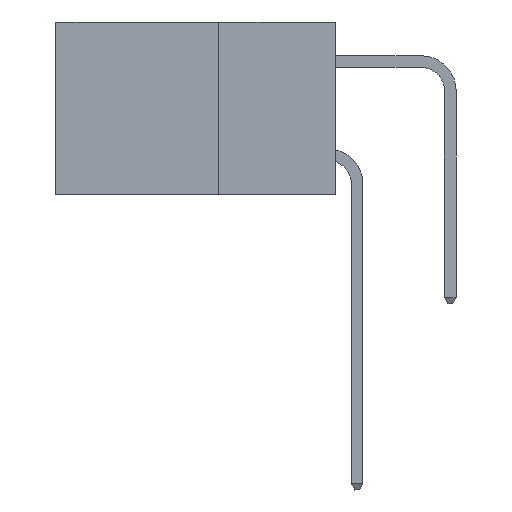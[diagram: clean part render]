
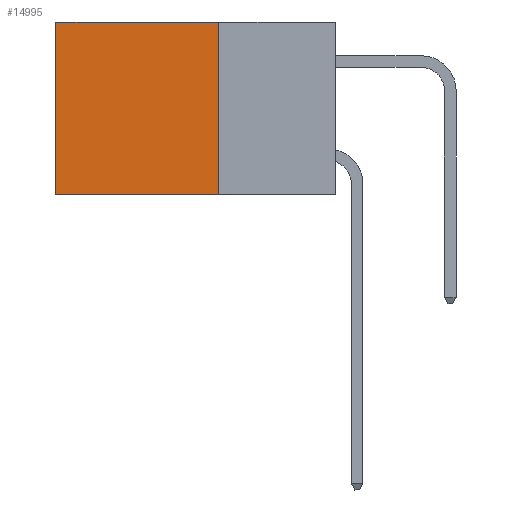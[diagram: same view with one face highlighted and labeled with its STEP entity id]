
A CAD part, left-side view. The second image highlights one B-rep face of the part: STEP entity #14995.
In plain terms, the highlighted planar face has unit normal (-1, 0, 0).
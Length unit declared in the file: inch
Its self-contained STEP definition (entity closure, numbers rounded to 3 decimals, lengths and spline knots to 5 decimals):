
#33 = VECTOR ( 'NONE', #17259, 39.37008 ) ;
#845 = DIRECTION ( 'NONE',  ( 0., 0., -1. ) ) ;
#1148 = CARTESIAN_POINT ( 'NONE',  ( 0.2875, 0.25, 0. ) ) ;
#1647 = CARTESIAN_POINT ( 'NONE',  ( 0.2875, 0.25, 0. ) ) ;
#2015 = CARTESIAN_POINT ( 'NONE',  ( 0.2875, 0.25, -0.37 ) ) ;
#3351 = CARTESIAN_POINT ( 'NONE',  ( 0.2875, 0.6, -0.37 ) ) ;
#4969 = LINE ( 'NONE', #17029, #13651 ) ;
#5233 = DIRECTION ( 'NONE',  ( 0., 1., 0. ) ) ;
#5784 = DIRECTION ( 'NONE',  ( 0., 0., -1. ) ) ;
#5927 = EDGE_CURVE ( 'NONE', #11194, #10675, #17390, .T. ) ;
#7248 = DIRECTION ( 'NONE',  ( 0., 0., -1. ) ) ;
#7662 = CARTESIAN_POINT ( 'NONE',  ( 0.2875, 0.25, 0. ) ) ;
#7822 = VECTOR ( 'NONE', #5233, 39.37008 ) ;
#8322 = DIRECTION ( 'NONE',  ( 1., 0., 0. ) ) ;
#8372 = LINE ( 'NONE', #8501, #15979 ) ;
#8496 = PLANE ( 'NONE',  #13455 ) ;
#8501 = CARTESIAN_POINT ( 'NONE',  ( 0.2875, 0.6, 0. ) ) ;
#8875 = CARTESIAN_POINT ( 'NONE',  ( 0.2875, 0.6, 0. ) ) ;
#9184 = LINE ( 'NONE', #2015, #33 ) ;
#9211 = ORIENTED_EDGE ( 'NONE', *, *, #12799, .F. ) ;
#9689 = ORIENTED_EDGE ( 'NONE', *, *, #16127, .T. ) ;
#10097 = FACE_OUTER_BOUND ( 'NONE', #16664, .T. ) ;
#10675 = VERTEX_POINT ( 'NONE', #8875 ) ;
#11194 = VERTEX_POINT ( 'NONE', #7662 ) ;
#11271 = ORIENTED_EDGE ( 'NONE', *, *, #5927, .T. ) ;
#11867 = EDGE_CURVE ( 'NONE', #11194, #12367, #4969, .T. ) ;
#12367 = VERTEX_POINT ( 'NONE', #12472 ) ;
#12472 = CARTESIAN_POINT ( 'NONE',  ( 0.2875, 0.25, -0.37 ) ) ;
#12799 = EDGE_CURVE ( 'NONE', #12367, #15824, #9184, .T. ) ;
#13455 = AXIS2_PLACEMENT_3D ( 'NONE', #1647, #8322, #5784 ) ;
#13651 = VECTOR ( 'NONE', #845, 39.37008 ) ;
#14995 = ADVANCED_FACE ( 'NONE', ( #10097 ), #8496, .F. ) ;
#15824 = VERTEX_POINT ( 'NONE', #3351 ) ;
#15979 = VECTOR ( 'NONE', #7248, 39.37008 ) ;
#16127 = EDGE_CURVE ( 'NONE', #10675, #15824, #8372, .T. ) ;
#16664 = EDGE_LOOP ( 'NONE', ( #9689, #9211, #16731, #11271 ) ) ;
#16731 = ORIENTED_EDGE ( 'NONE', *, *, #11867, .F. ) ;
#17029 = CARTESIAN_POINT ( 'NONE',  ( 0.2875, 0.25, 0. ) ) ;
#17259 = DIRECTION ( 'NONE',  ( 0., 1., 0. ) ) ;
#17390 = LINE ( 'NONE', #1148, #7822 ) ;
